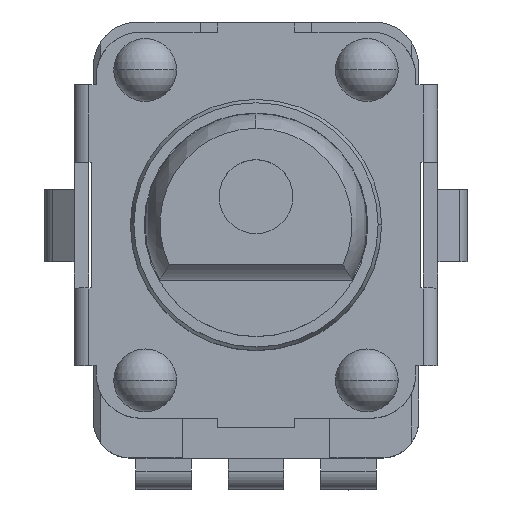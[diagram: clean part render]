
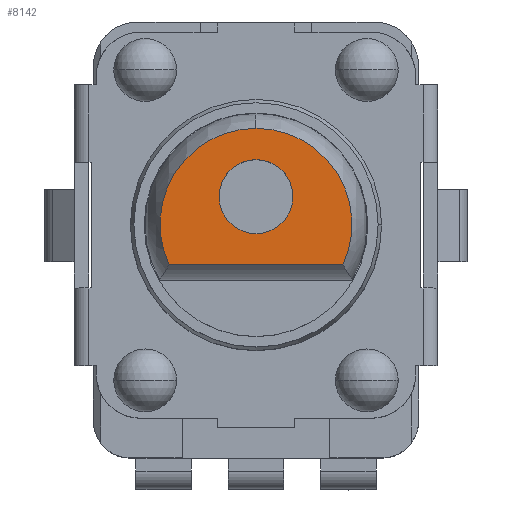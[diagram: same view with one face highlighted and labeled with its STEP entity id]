
A CAD part, top view. The second image highlights one B-rep face of the part: STEP entity #8142.
In plain terms, the highlighted face is planar.
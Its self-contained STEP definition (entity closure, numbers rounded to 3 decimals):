
#187 = ORIENTED_EDGE ( 'NONE', *, *, #889, .F. ) ;
#238 = VECTOR ( 'NONE', #1238, 1000. ) ;
#466 = VERTEX_POINT ( 'NONE', #3231 ) ;
#880 = AXIS2_PLACEMENT_3D ( 'NONE', #6458, #3119, #8694 ) ;
#889 = EDGE_CURVE ( 'NONE', #1524, #9967, #12311, .T. ) ;
#930 = CIRCLE ( 'NONE', #14166, 2.598 ) ;
#954 = DIRECTION ( 'NONE',  ( 0., 0., -1. ) ) ;
#1238 = DIRECTION ( 'NONE',  ( 1., 0., 0. ) ) ;
#1524 = VERTEX_POINT ( 'NONE', #7602 ) ;
#1631 = EDGE_LOOP ( 'NONE', ( #187, #12186 ) ) ;
#1642 = PLANE ( 'NONE',  #13283 ) ;
#2110 = DIRECTION ( 'NONE',  ( 1., 0., 0. ) ) ;
#2372 = EDGE_CURVE ( 'NONE', #11873, #7804, #2711, .T. ) ;
#2711 = LINE ( 'NONE', #7941, #238 ) ;
#3119 = DIRECTION ( 'NONE',  ( 0., 0., -1. ) ) ;
#3231 = CARTESIAN_POINT ( 'NONE',  ( 0., 2.598, -13.525 ) ) ;
#3373 = ORIENTED_EDGE ( 'NONE', *, *, #2372, .F. ) ;
#3870 = CARTESIAN_POINT ( 'NONE',  ( 0., 0.75, -13.525 ) ) ;
#4912 = EDGE_CURVE ( 'NONE', #466, #7804, #930, .T. ) ;
#5378 = CARTESIAN_POINT ( 'NONE',  ( 0., 0., -13.525 ) ) ;
#5395 = CARTESIAN_POINT ( 'NONE',  ( 0., 0.75, -13.525 ) ) ;
#5941 = CIRCLE ( 'NONE', #880, 2.598 ) ;
#6083 = DIRECTION ( 'NONE',  ( -1., 0., 0. ) ) ;
#6433 = CARTESIAN_POINT ( 'NONE',  ( -1., 0.75, -13.525 ) ) ;
#6458 = CARTESIAN_POINT ( 'NONE',  ( 0., 0., -13.525 ) ) ;
#6496 = DIRECTION ( 'NONE',  ( 1., 0., 0. ) ) ;
#6547 = CARTESIAN_POINT ( 'NONE',  ( -2.355, -1.098, -13.525 ) ) ;
#7241 = DIRECTION ( 'NONE',  ( 1., 0., 0. ) ) ;
#7387 = EDGE_LOOP ( 'NONE', ( #3373, #8297, #12244 ) ) ;
#7602 = CARTESIAN_POINT ( 'NONE',  ( 1., 0.75, -13.525 ) ) ;
#7804 = VERTEX_POINT ( 'NONE', #10830 ) ;
#7941 = CARTESIAN_POINT ( 'NONE',  ( -4.026, -1.098, -13.525 ) ) ;
#8142 = ADVANCED_FACE ( 'NONE', ( #9325, #8411 ), #1642, .F. ) ;
#8297 = ORIENTED_EDGE ( 'NONE', *, *, #11220, .T. ) ;
#8351 = DIRECTION ( 'NONE',  ( 0., 0., 1. ) ) ;
#8411 = FACE_OUTER_BOUND ( 'NONE', #7387, .T. ) ;
#8694 = DIRECTION ( 'NONE',  ( 1., 0., 0. ) ) ;
#8753 = DIRECTION ( 'NONE',  ( 0., 0., -1. ) ) ;
#8928 = AXIS2_PLACEMENT_3D ( 'NONE', #3870, #9409, #7241 ) ;
#9325 = FACE_BOUND ( 'NONE', #1631, .T. ) ;
#9409 = DIRECTION ( 'NONE',  ( 0., 0., -1. ) ) ;
#9967 = VERTEX_POINT ( 'NONE', #6433 ) ;
#10407 = EDGE_CURVE ( 'NONE', #9967, #1524, #12937, .T. ) ;
#10830 = CARTESIAN_POINT ( 'NONE',  ( 2.355, -1.098, -13.525 ) ) ;
#11220 = EDGE_CURVE ( 'NONE', #11873, #466, #5941, .T. ) ;
#11873 = VERTEX_POINT ( 'NONE', #6547 ) ;
#12186 = ORIENTED_EDGE ( 'NONE', *, *, #10407, .F. ) ;
#12244 = ORIENTED_EDGE ( 'NONE', *, *, #4912, .T. ) ;
#12311 = CIRCLE ( 'NONE', #8928, 1. ) ;
#12823 = AXIS2_PLACEMENT_3D ( 'NONE', #5395, #8753, #2110 ) ;
#12937 = CIRCLE ( 'NONE', #12823, 1. ) ;
#13283 = AXIS2_PLACEMENT_3D ( 'NONE', #13922, #8351, #6083 ) ;
#13922 = CARTESIAN_POINT ( 'NONE',  ( 0., 0., -13.525 ) ) ;
#14166 = AXIS2_PLACEMENT_3D ( 'NONE', #5378, #954, #6496 ) ;
